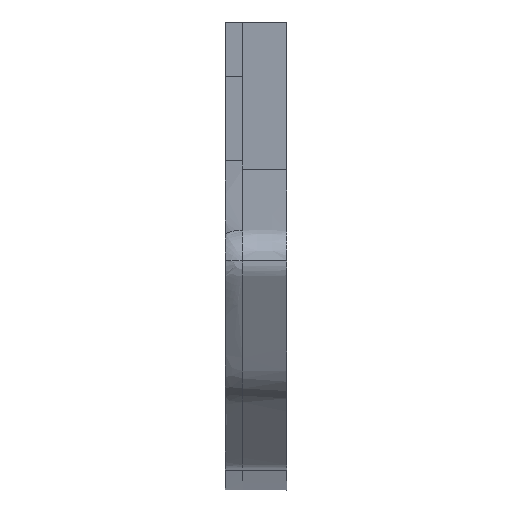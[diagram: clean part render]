
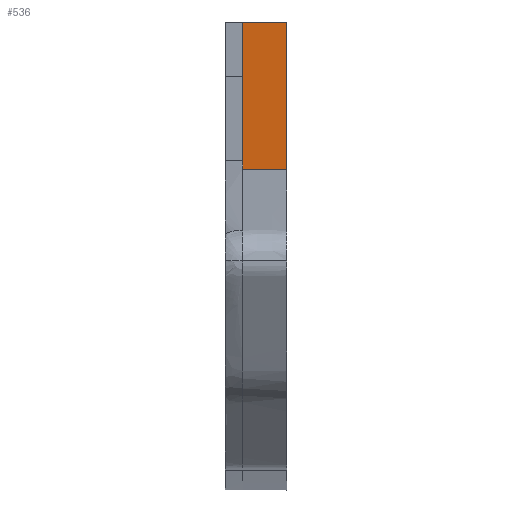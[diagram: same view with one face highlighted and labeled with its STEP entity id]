
A CAD part, top view. The second image highlights one B-rep face of the part: STEP entity #536.
In plain terms, the highlighted planar face has unit normal (0, 0.974, 0.226).
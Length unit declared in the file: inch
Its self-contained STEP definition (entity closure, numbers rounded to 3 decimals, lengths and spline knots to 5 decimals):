
#88 = CARTESIAN_POINT ( 'NONE',  ( -2.16535, 19.44116, 57.11021 ) ) ;
#460 = EDGE_CURVE ( 'NONE', #3960, #3126, #5019, .T. ) ;
#536 = ADVANCED_FACE ( 'NONE', ( #4179 ), #5076, .F. ) ;
#578 = LINE ( 'NONE', #2859, #5026 ) ;
#692 = ORIENTED_EDGE ( 'NONE', *, *, #5932, .F. ) ;
#787 = CARTESIAN_POINT ( 'NONE',  ( 0., 23.07426, 41.47845 ) ) ;
#822 = CARTESIAN_POINT ( 'NONE',  ( -2.16535, 24.02709, 37.37886 ) ) ;
#840 = ORIENTED_EDGE ( 'NONE', *, *, #2648, .T. ) ;
#932 = VECTOR ( 'NONE', #2672, 39.37008 ) ;
#1177 = B_SPLINE_CURVE_WITH_KNOTS ( 'NONE', 3,
 ( #3350, #1532, #4310, #4775 ),
 .UNSPECIFIED., .F., .F.,
 ( 4, 4 ),
 ( 0., 1. ),
 .UNSPECIFIED. ) ;
#1532 = CARTESIAN_POINT ( 'NONE',  ( -1.44357, 26.70853, 25.84189 ) ) ;
#1625 = EDGE_CURVE ( 'NONE', #3646, #3126, #1177, .T. ) ;
#1646 = ORIENTED_EDGE ( 'NONE', *, *, #1625, .F. ) ;
#1676 = EDGE_LOOP ( 'NONE', ( #5536, #1646, #840, #5449, #3903, #692 ) ) ;
#1811 = EDGE_CURVE ( 'NONE', #5478, #5070, #3963, .T. ) ;
#2003 = EDGE_CURVE ( 'NONE', #5388, #5070, #4870, .T. ) ;
#2463 = CARTESIAN_POINT ( 'NONE',  ( -2.16535, 19.44498, 57.09308 ) ) ;
#2494 = CARTESIAN_POINT ( 'NONE',  ( -2.16535, 19.59192, 56.46331 ) ) ;
#2648 = EDGE_CURVE ( 'NONE', #3646, #5388, #3062, .T. ) ;
#2672 = DIRECTION ( 'NONE',  ( 0., 0.226, -0.974 ) ) ;
#2859 = CARTESIAN_POINT ( 'NONE',  ( -1.08268, 19.44, 57.115 ) ) ;
#2923 = CARTESIAN_POINT ( 'NONE',  ( -2.16535, 19.44, 57.115 ) ) ;
#2984 = CARTESIAN_POINT ( 'NONE',  ( -2.16535, 19.8816, 55.215 ) ) ;
#3062 = LINE ( 'NONE', #5939, #5961 ) ;
#3097 = AXIS2_PLACEMENT_3D ( 'NONE', #3251, #5107, #5048 ) ;
#3126 = VERTEX_POINT ( 'NONE', #3333 ) ;
#3251 = CARTESIAN_POINT ( 'NONE',  ( 0., 19.44, 57.115 ) ) ;
#3333 = CARTESIAN_POINT ( 'NONE',  ( 0., 26.70853, 25.84189 ) ) ;
#3350 = CARTESIAN_POINT ( 'NONE',  ( -2.16535, 26.70853, 25.84189 ) ) ;
#3414 = CARTESIAN_POINT ( 'NONE',  ( -2.16535, 19.73802, 55.83275 ) ) ;
#3601 = CARTESIAN_POINT ( 'NONE',  ( -2.16535, 19.44, 57.115 ) ) ;
#3646 = VERTEX_POINT ( 'NONE', #5282 ) ;
#3903 = ORIENTED_EDGE ( 'NONE', *, *, #1811, .F. ) ;
#3960 = VERTEX_POINT ( 'NONE', #4882 ) ;
#3963 = B_SPLINE_CURVE_WITH_KNOTS ( 'NONE', 3,
 ( #2923, #5303, #88, #2463, #2494, #3414, #2984 ),
 .UNSPECIFIED., .F., .F.,
 ( 4, 1, 1, 1, 4 ),
 ( 0., 0.00048, 0.00714, 0.02713, 1. ),
 .UNSPECIFIED. ) ;
#3978 = CARTESIAN_POINT ( 'NONE',  ( -2.16535, 19.8816, 55.215 ) ) ;
#4179 = FACE_OUTER_BOUND ( 'NONE', #1676, .T. ) ;
#4310 = CARTESIAN_POINT ( 'NONE',  ( -0.72178, 26.70853, 25.84189 ) ) ;
#4339 = CARTESIAN_POINT ( 'NONE',  ( -2.16535, 21.95435, 46.29693 ) ) ;
#4775 = CARTESIAN_POINT ( 'NONE',  ( 0., 26.70853, 25.84189 ) ) ;
#4870 = LINE ( 'NONE', #4339, #5171 ) ;
#4882 = CARTESIAN_POINT ( 'NONE',  ( 0., 19.44, 57.115 ) ) ;
#5019 = LINE ( 'NONE', #787, #932 ) ;
#5026 = VECTOR ( 'NONE', #5731, 39.37008 ) ;
#5048 = DIRECTION ( 'NONE',  ( 0., 0.226, -0.974 ) ) ;
#5067 = DIRECTION ( 'NONE',  ( 0., -0.226, 0.974 ) ) ;
#5070 = VERTEX_POINT ( 'NONE', #3978 ) ;
#5076 = PLANE ( 'NONE',  #3097 ) ;
#5107 = DIRECTION ( 'NONE',  ( 0., -0.974, -0.226 ) ) ;
#5171 = VECTOR ( 'NONE', #5767, 39.37008 ) ;
#5282 = CARTESIAN_POINT ( 'NONE',  ( -2.16535, 26.70853, 25.84189 ) ) ;
#5303 = CARTESIAN_POINT ( 'NONE',  ( -2.16535, 19.44008, 57.1147 ) ) ;
#5388 = VERTEX_POINT ( 'NONE', #822 ) ;
#5449 = ORIENTED_EDGE ( 'NONE', *, *, #2003, .T. ) ;
#5478 = VERTEX_POINT ( 'NONE', #3601 ) ;
#5536 = ORIENTED_EDGE ( 'NONE', *, *, #460, .T. ) ;
#5731 = DIRECTION ( 'NONE',  ( -1., 0., 0. ) ) ;
#5767 = DIRECTION ( 'NONE',  ( 0., -0.226, 0.974 ) ) ;
#5932 = EDGE_CURVE ( 'NONE', #3960, #5478, #578, .T. ) ;
#5939 = CARTESIAN_POINT ( 'NONE',  ( -2.16535, 25.36781, 31.61038 ) ) ;
#5961 = VECTOR ( 'NONE', #5067, 39.37008 ) ;
